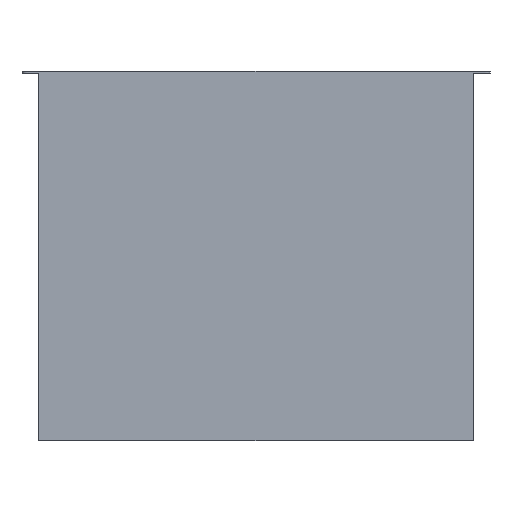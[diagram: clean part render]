
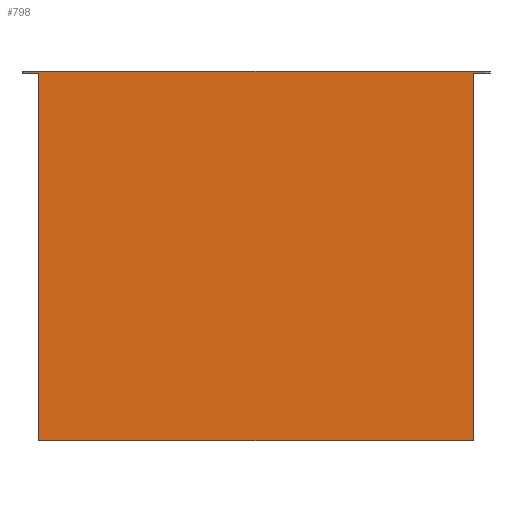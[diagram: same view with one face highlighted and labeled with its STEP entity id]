
A CAD part, top view. The second image highlights one B-rep face of the part: STEP entity #798.
In plain terms, the highlighted planar face has unit normal (0, 0, 1).
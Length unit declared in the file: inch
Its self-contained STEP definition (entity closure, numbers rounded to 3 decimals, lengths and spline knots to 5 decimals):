
#8 = DIRECTION ( 'NONE',  ( -1., 0., 0. ) ) ;
#32 = EDGE_CURVE ( 'NONE', #717, #65, #605, .T. ) ;
#35 = EDGE_CURVE ( 'NONE', #898, #626, #262, .T. ) ;
#42 = EDGE_CURVE ( 'NONE', #642, #333, #95, .T. ) ;
#47 = VECTOR ( 'NONE', #661, 39.37008 ) ;
#59 = VERTEX_POINT ( 'NONE', #675 ) ;
#65 = VERTEX_POINT ( 'NONE', #1444 ) ;
#78 = LINE ( 'NONE', #532, #313 ) ;
#82 = CARTESIAN_POINT ( 'NONE',  ( 0., 0., 0.03937 ) ) ;
#95 = LINE ( 'NONE', #690, #1117 ) ;
#126 = EDGE_CURVE ( 'NONE', #59, #717, #570, .T. ) ;
#174 = DIRECTION ( 'NONE',  ( 0., -1., 0. ) ) ;
#184 = EDGE_CURVE ( 'NONE', #333, #1356, #531, .T. ) ;
#197 = CARTESIAN_POINT ( 'NONE',  ( -8.8189, 7.42126, 0.03937 ) ) ;
#262 = LINE ( 'NONE', #1573, #851 ) ;
#272 = ORIENTED_EDGE ( 'NONE', *, *, #35, .T. ) ;
#283 = EDGE_LOOP ( 'NONE', ( #442, #982, #321, #272, #528, #896, #1017, #1468 ) ) ;
#301 = VECTOR ( 'NONE', #1101, 39.37008 ) ;
#309 = CARTESIAN_POINT ( 'NONE',  ( -8.8189, -7.5, 0.03937 ) ) ;
#312 = EDGE_CURVE ( 'NONE', #65, #642, #886, .T. ) ;
#313 = VECTOR ( 'NONE', #8, 39.37008 ) ;
#321 = ORIENTED_EDGE ( 'NONE', *, *, #1469, .T. ) ;
#333 = VERTEX_POINT ( 'NONE', #1332 ) ;
#442 = ORIENTED_EDGE ( 'NONE', *, *, #42, .T. ) ;
#479 = VECTOR ( 'NONE', #557, 39.37008 ) ;
#528 = ORIENTED_EDGE ( 'NONE', *, *, #1183, .T. ) ;
#531 = LINE ( 'NONE', #1541, #1503 ) ;
#532 = CARTESIAN_POINT ( 'NONE',  ( -8.8189, 7.5, 0.03937 ) ) ;
#544 = CARTESIAN_POINT ( 'NONE',  ( -9.31102, 7.5, 0.03937 ) ) ;
#557 = DIRECTION ( 'NONE',  ( 1., 0., 0. ) ) ;
#570 = LINE ( 'NONE', #785, #47 ) ;
#605 = LINE ( 'NONE', #309, #479 ) ;
#626 = VERTEX_POINT ( 'NONE', #1476 ) ;
#640 = LINE ( 'NONE', #197, #301 ) ;
#642 = VERTEX_POINT ( 'NONE', #1540 ) ;
#661 = DIRECTION ( 'NONE',  ( 0., -1., 0. ) ) ;
#669 = DIRECTION ( 'NONE',  ( 1., 0., 0. ) ) ;
#675 = CARTESIAN_POINT ( 'NONE',  ( -8.8189, 7.42126, 0.03937 ) ) ;
#690 = CARTESIAN_POINT ( 'NONE',  ( 8.8189, 7.42126, 0.03937 ) ) ;
#704 = CARTESIAN_POINT ( 'NONE',  ( -8.8189, -7.5, 0.03937 ) ) ;
#717 = VERTEX_POINT ( 'NONE', #704 ) ;
#785 = CARTESIAN_POINT ( 'NONE',  ( -8.8189, -7.5, 0.03937 ) ) ;
#798 = ADVANCED_FACE ( 'NONE', ( #1598 ), #1236, .F. ) ;
#804 = DIRECTION ( 'NONE',  ( 0., 1., 0. ) ) ;
#845 = DIRECTION ( 'NONE',  ( 0., 0., -1. ) ) ;
#851 = VECTOR ( 'NONE', #174, 39.37008 ) ;
#886 = LINE ( 'NONE', #1455, #1567 ) ;
#896 = ORIENTED_EDGE ( 'NONE', *, *, #126, .T. ) ;
#898 = VERTEX_POINT ( 'NONE', #544 ) ;
#982 = ORIENTED_EDGE ( 'NONE', *, *, #184, .T. ) ;
#1017 = ORIENTED_EDGE ( 'NONE', *, *, #32, .T. ) ;
#1024 = AXIS2_PLACEMENT_3D ( 'NONE', #82, #845, #1228 ) ;
#1101 = DIRECTION ( 'NONE',  ( 1., 0., 0. ) ) ;
#1117 = VECTOR ( 'NONE', #669, 39.37008 ) ;
#1183 = EDGE_CURVE ( 'NONE', #626, #59, #640, .T. ) ;
#1228 = DIRECTION ( 'NONE',  ( -1., 0., 0. ) ) ;
#1236 = PLANE ( 'NONE',  #1024 ) ;
#1270 = DIRECTION ( 'NONE',  ( 0., 1., 0. ) ) ;
#1332 = CARTESIAN_POINT ( 'NONE',  ( 9.31102, 7.42126, 0.03937 ) ) ;
#1356 = VERTEX_POINT ( 'NONE', #1400 ) ;
#1400 = CARTESIAN_POINT ( 'NONE',  ( 9.31102, 7.5, 0.03937 ) ) ;
#1444 = CARTESIAN_POINT ( 'NONE',  ( 8.8189, -7.5, 0.03937 ) ) ;
#1455 = CARTESIAN_POINT ( 'NONE',  ( 8.8189, -7.5, 0.03937 ) ) ;
#1468 = ORIENTED_EDGE ( 'NONE', *, *, #312, .T. ) ;
#1469 = EDGE_CURVE ( 'NONE', #1356, #898, #78, .T. ) ;
#1476 = CARTESIAN_POINT ( 'NONE',  ( -9.31102, 7.42126, 0.03937 ) ) ;
#1503 = VECTOR ( 'NONE', #1270, 39.37008 ) ;
#1540 = CARTESIAN_POINT ( 'NONE',  ( 8.8189, 7.42126, 0.03937 ) ) ;
#1541 = CARTESIAN_POINT ( 'NONE',  ( 9.31102, 7.5, 0.03937 ) ) ;
#1567 = VECTOR ( 'NONE', #804, 39.37008 ) ;
#1573 = CARTESIAN_POINT ( 'NONE',  ( -9.31102, 7.42126, 0.03937 ) ) ;
#1598 = FACE_OUTER_BOUND ( 'NONE', #283, .T. ) ;
